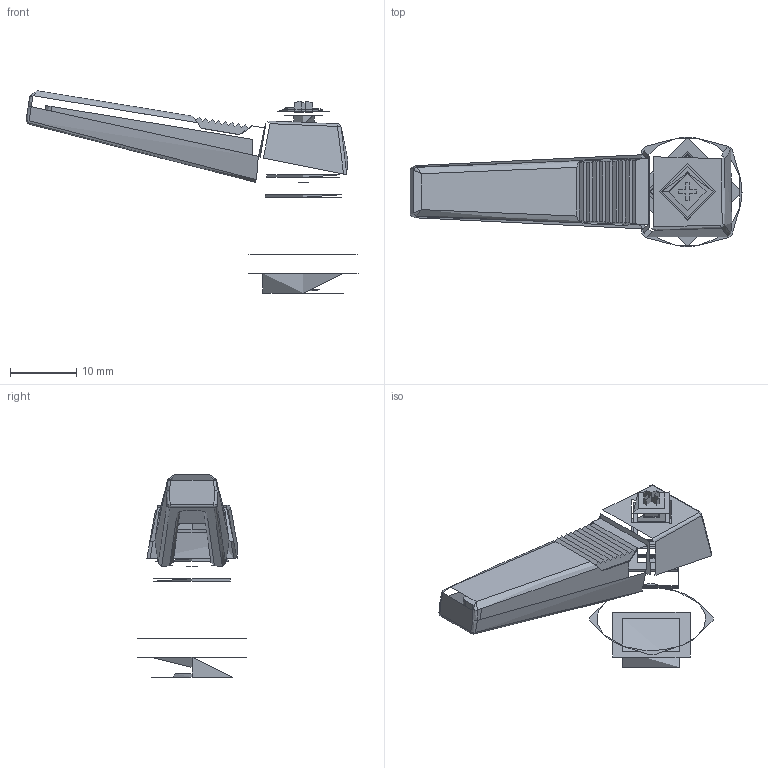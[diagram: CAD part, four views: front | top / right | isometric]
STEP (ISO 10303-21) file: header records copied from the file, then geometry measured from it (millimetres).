
FILE_DESCRIPTION( ( 'Unknown' ), '1' );
FILE_NAME( '6355800_KRBX42_M06.stp', 'Unknown', ( 'Unknown' ), ( 'Unknown' ), 'PSStep 14.0', 'Unknown', ' ' );
FILE_SCHEMA( ( 'AUTOMOTIVE_DESIGN { 1 0 10303 214 1 1 1 1 }' ) );
Length unit declared in the file: millimetre
Products named in the file (1): 1840010
Bounding box: 50.14 x 16.52 x 30.57 mm (x, y, z)
Volume: 4903.2 mm3; surface area: 2602.4 mm2
Topology: 1 solids, 6 shells, 148 faces, 333 edges, 228 vertices
Faces by surface type: plane 72, bspline 42, cylinder 25, sphere 5, cone 2, torus 2
Full cylindrical faces by diameter (mm): 3.294 x1, 4.917 x2, 5.68 x1, 5.7 x1, 6 x1, 7.7 x1, 11.38 x1, 12.2 x1, 16.52 x1
Entity records: 8420 total; most frequent: CARTESIAN_POINT 4218, ORIENTED_EDGE 660, DIRECTION 491, EDGE_CURVE 330, VERTEX_POINT 228, AXIS2_PLACEMENT_3D 187, EDGE_LOOP 185, FACE_OUTER_BOUND 170
